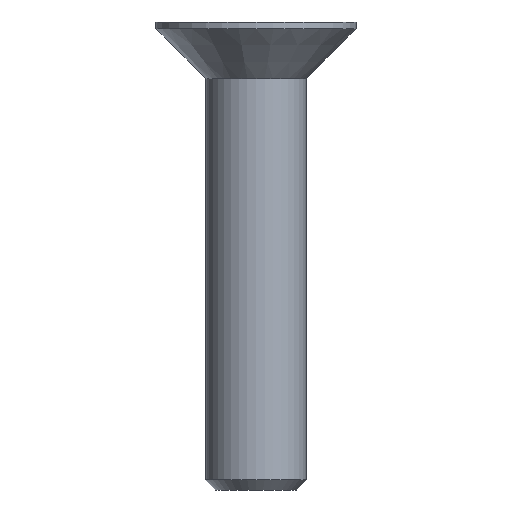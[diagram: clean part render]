
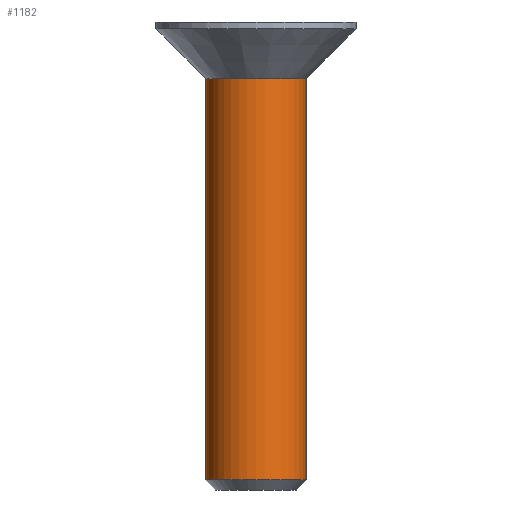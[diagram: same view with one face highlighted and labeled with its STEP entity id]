
A CAD part, front view. The second image highlights one B-rep face of the part: STEP entity #1182.
In plain terms, the highlighted cylindrical face has radius 1.5 mm (diameter 3 mm), a full revolution.
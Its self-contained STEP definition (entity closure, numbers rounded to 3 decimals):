
#471 = CONICAL_SURFACE('',#472,3.,0.785);
#472 = AXIS2_PLACEMENT_3D('',#473,#474,#475);
#473 = CARTESIAN_POINT('',(0.,0.,1.5));
#474 = DIRECTION('',(0.,0.,1.));
#475 = DIRECTION('',(1.,0.,0.));
#1118 = VERTEX_POINT('',#1119);
#1119 = CARTESIAN_POINT('',(1.5,0.,0.));
#1140 = EDGE_CURVE('',#1118,#1118,#1141,.T.);
#1141 = SURFACE_CURVE('',#1142,(#1147,#1154),.PCURVE_S1.);
#1142 = CIRCLE('',#1143,1.5);
#1143 = AXIS2_PLACEMENT_3D('',#1144,#1145,#1146);
#1144 = CARTESIAN_POINT('',(0.,0.,0.));
#1145 = DIRECTION('',(0.,0.,1.));
#1146 = DIRECTION('',(1.,0.,0.));
#1147 = PCURVE('',#471,#1148);
#1148 = DEFINITIONAL_REPRESENTATION('',(#1149),#1153);
#1149 = LINE('',#1150,#1151);
#1150 = CARTESIAN_POINT('',(0.,-1.5));
#1151 = VECTOR('',#1152,1.);
#1152 = DIRECTION('',(1.,-0.));
#1153 = ( GEOMETRIC_REPRESENTATION_CONTEXT(2) 
PARAMETRIC_REPRESENTATION_CONTEXT() REPRESENTATION_CONTEXT('2D SPACE',''
  ) );
#1154 = PCURVE('',#1155,#1160);
#1155 = CYLINDRICAL_SURFACE('',#1156,1.5);
#1156 = AXIS2_PLACEMENT_3D('',#1157,#1158,#1159);
#1157 = CARTESIAN_POINT('',(0.,0.,-12.));
#1158 = DIRECTION('',(0.,0.,1.));
#1159 = DIRECTION('',(1.,0.,0.));
#1160 = DEFINITIONAL_REPRESENTATION('',(#1161),#1165);
#1161 = LINE('',#1162,#1163);
#1162 = CARTESIAN_POINT('',(0.,12.));
#1163 = VECTOR('',#1164,1.);
#1164 = DIRECTION('',(1.,0.));
#1165 = ( GEOMETRIC_REPRESENTATION_CONTEXT(2) 
PARAMETRIC_REPRESENTATION_CONTEXT() REPRESENTATION_CONTEXT('2D SPACE',''
  ) );
#1182 = ADVANCED_FACE('',(#1183),#1155,.T.);
#1183 = FACE_BOUND('',#1184,.T.);
#1184 = EDGE_LOOP('',(#1185,#1214,#1235,#1236));
#1185 = ORIENTED_EDGE('',*,*,#1186,.T.);
#1186 = EDGE_CURVE('',#1187,#1187,#1189,.T.);
#1187 = VERTEX_POINT('',#1188);
#1188 = CARTESIAN_POINT('',(1.5,0.,-12.));
#1189 = SURFACE_CURVE('',#1190,(#1195,#1202),.PCURVE_S1.);
#1190 = CIRCLE('',#1191,1.5);
#1191 = AXIS2_PLACEMENT_3D('',#1192,#1193,#1194);
#1192 = CARTESIAN_POINT('',(0.,0.,-12.));
#1193 = DIRECTION('',(-0.,0.,1.));
#1194 = DIRECTION('',(1.,0.,0.));
#1195 = PCURVE('',#1155,#1196);
#1196 = DEFINITIONAL_REPRESENTATION('',(#1197),#1201);
#1197 = LINE('',#1198,#1199);
#1198 = CARTESIAN_POINT('',(0.,0.));
#1199 = VECTOR('',#1200,1.);
#1200 = DIRECTION('',(1.,0.));
#1201 = ( GEOMETRIC_REPRESENTATION_CONTEXT(2) 
PARAMETRIC_REPRESENTATION_CONTEXT() REPRESENTATION_CONTEXT('2D SPACE',''
  ) );
#1202 = PCURVE('',#1203,#1208);
#1203 = CONICAL_SURFACE('',#1204,1.2,0.785);
#1204 = AXIS2_PLACEMENT_3D('',#1205,#1206,#1207);
#1205 = CARTESIAN_POINT('',(0.,0.,-12.3));
#1206 = DIRECTION('',(0.,0.,1.));
#1207 = DIRECTION('',(1.,0.,0.));
#1208 = DEFINITIONAL_REPRESENTATION('',(#1209),#1213);
#1209 = LINE('',#1210,#1211);
#1210 = CARTESIAN_POINT('',(0.,0.3));
#1211 = VECTOR('',#1212,1.);
#1212 = DIRECTION('',(1.,0.));
#1213 = ( GEOMETRIC_REPRESENTATION_CONTEXT(2) 
PARAMETRIC_REPRESENTATION_CONTEXT() REPRESENTATION_CONTEXT('2D SPACE',''
  ) );
#1214 = ORIENTED_EDGE('',*,*,#1215,.T.);
#1215 = EDGE_CURVE('',#1187,#1118,#1216,.T.);
#1216 = SEAM_CURVE('',#1217,(#1221,#1228),.PCURVE_S1.);
#1217 = LINE('',#1218,#1219);
#1218 = CARTESIAN_POINT('',(1.5,0.,-12.));
#1219 = VECTOR('',#1220,1.);
#1220 = DIRECTION('',(0.,0.,1.));
#1221 = PCURVE('',#1155,#1222);
#1222 = DEFINITIONAL_REPRESENTATION('',(#1223),#1227);
#1223 = LINE('',#1224,#1225);
#1224 = CARTESIAN_POINT('',(0.,0.));
#1225 = VECTOR('',#1226,1.);
#1226 = DIRECTION('',(0.,1.));
#1227 = ( GEOMETRIC_REPRESENTATION_CONTEXT(2) 
PARAMETRIC_REPRESENTATION_CONTEXT() REPRESENTATION_CONTEXT('2D SPACE',''
  ) );
#1228 = PCURVE('',#1155,#1229);
#1229 = DEFINITIONAL_REPRESENTATION('',(#1230),#1234);
#1230 = LINE('',#1231,#1232);
#1231 = CARTESIAN_POINT('',(6.283,0.));
#1232 = VECTOR('',#1233,1.);
#1233 = DIRECTION('',(0.,1.));
#1234 = ( GEOMETRIC_REPRESENTATION_CONTEXT(2) 
PARAMETRIC_REPRESENTATION_CONTEXT() REPRESENTATION_CONTEXT('2D SPACE',''
  ) );
#1235 = ORIENTED_EDGE('',*,*,#1140,.F.);
#1236 = ORIENTED_EDGE('',*,*,#1215,.F.);
